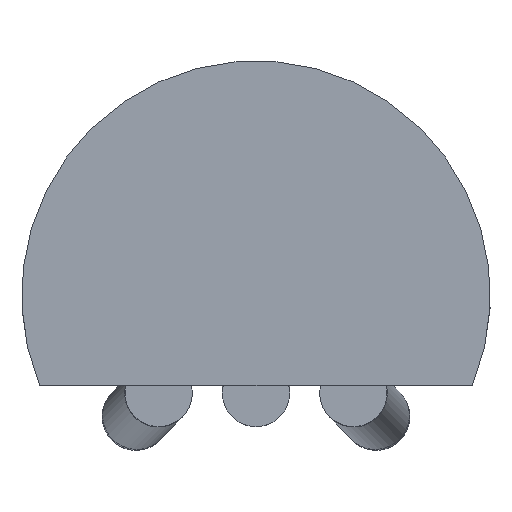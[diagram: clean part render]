
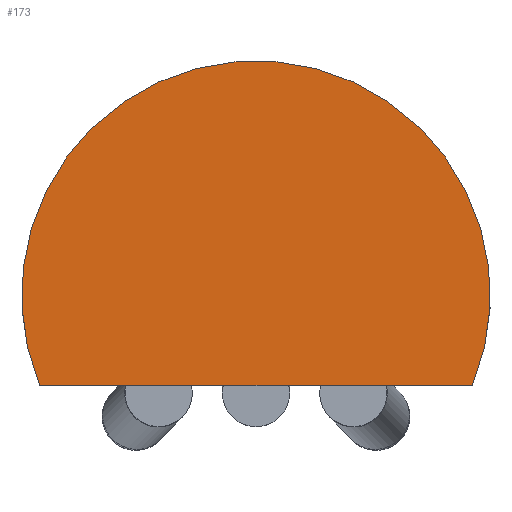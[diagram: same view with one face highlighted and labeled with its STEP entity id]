
A CAD part, top view. The second image highlights one B-rep face of the part: STEP entity #173.
In plain terms, the highlighted planar face has unit normal (0, 0, 1).
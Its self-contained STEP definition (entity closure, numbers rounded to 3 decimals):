
#173=ADVANCED_FACE($,(#179),#174,.T.);
#174=PLANE($,#175);
#175=AXIS2_PLACEMENT_3D($,#176,#177,#178);
#176=CARTESIAN_POINT('Origin',(1.27,1.27,2.921));
#177=DIRECTION('center_axis',(0.,0.,1.));
#178=DIRECTION('ref_axis',(1.,0.,0.));
#179=FACE_OUTER_BOUND($,#180,.T.);
#180=EDGE_LOOP($,(#181, #192));
#181=ORIENTED_EDGE($,*,*,#182,.T.);
#182=EDGE_CURVE($,#183,#185,#187,.T.);
#183=VERTEX_POINT($,#184);
#184=CARTESIAN_POINT('',(-1.016,0.318,2.921));
#185=VERTEX_POINT($,#186);
#186=CARTESIAN_POINT('',(3.556,0.318,2.921));
#187=LINE($,#188,#189);
#188=CARTESIAN_POINT($,(-1.016,0.318,2.921));
#189=VECTOR($,#190,4.572);
#190=DIRECTION($,(1.,0.,0.));
#192=ORIENTED_EDGE($,*,*,#193,.T.);
#193=EDGE_CURVE($,#194,#191,#196,.T.);
#194=VERTEX_POINT($,#186);
#191=VERTEX_POINT($,#184);
#196=CIRCLE($,#197,2.477);
#197=AXIS2_PLACEMENT_3D($,#198,#199,#200);
#198=CARTESIAN_POINT('Origin',(1.27,1.27,2.921));
#199=DIRECTION('center_axis',(0.,0.,1.));
#200=DIRECTION('ref_axis',(1.,0.,0.));
